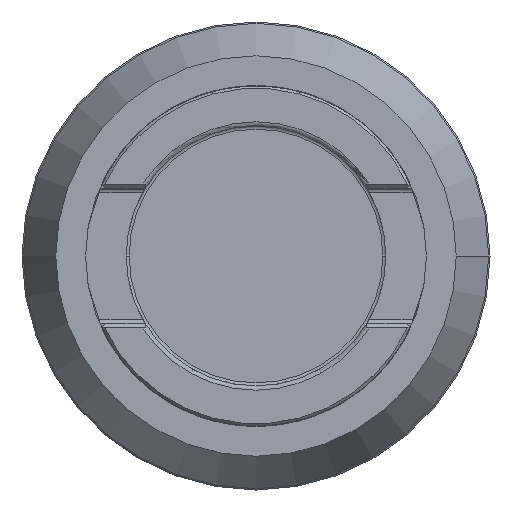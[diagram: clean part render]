
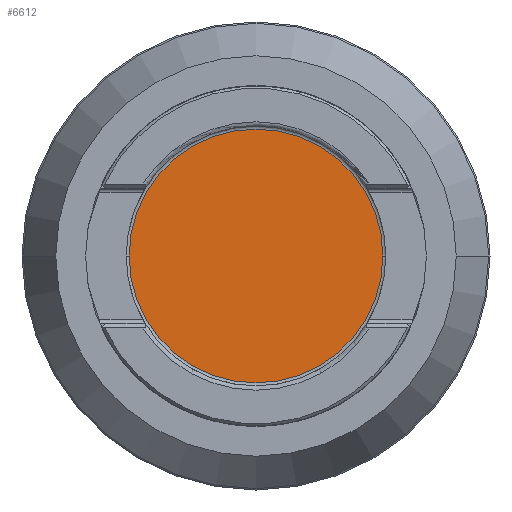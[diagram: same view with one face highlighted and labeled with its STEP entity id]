
A CAD part, front view. The second image highlights one B-rep face of the part: STEP entity #6612.
In plain terms, the highlighted planar face has unit normal (0, -1, 0).
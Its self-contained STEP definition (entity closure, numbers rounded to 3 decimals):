
#1392=CARTESIAN_POINT('',(0.,29.3,0.));
#1393=DIRECTION('',(0.,1.,0.));
#1394=DIRECTION('',(1.,0.,0.));
#1395=AXIS2_PLACEMENT_3D('',#1392,#1393,#1394);
#1407=CARTESIAN_POINT('',(0.,29.3,0.));
#1408=DIRECTION('',(0.,1.,0.));
#1409=DIRECTION('',(-1.,0.,0.));
#1410=AXIS2_PLACEMENT_3D('',#1407,#1408,#1409);
#2895=CARTESIAN_POINT('',(-23.45,29.3,0.));
#2896=CARTESIAN_POINT('',(23.45,29.3,0.));
#2897=VERTEX_POINT('',#2895);
#2898=VERTEX_POINT('',#2896);
#6603=CARTESIAN_POINT('',(0.,29.3,0.));
#6604=DIRECTION('',(0.,1.,0.));
#6605=DIRECTION('',(1.,0.,0.));
#6606=AXIS2_PLACEMENT_3D('',#6603,#6604,#6605);
#6607=PLANE('',#6606);
#6608=ORIENTED_EDGE('',*,*,#6597,.T.);
#6609=ORIENTED_EDGE('',*,*,#6583,.T.);
#6610=EDGE_LOOP('',(#6608,#6609));
#6611=FACE_OUTER_BOUND('',#6610,.F.);
#6612=ADVANCED_FACE('',(#6611),#6607,.F.);
#1396=CIRCLE('',#1395,23.45);
#1411=CIRCLE('',#1410,23.45);
#6583=EDGE_CURVE('',#2898,#2897,#1396,.T.);
#6597=EDGE_CURVE('',#2897,#2898,#1411,.T.);
